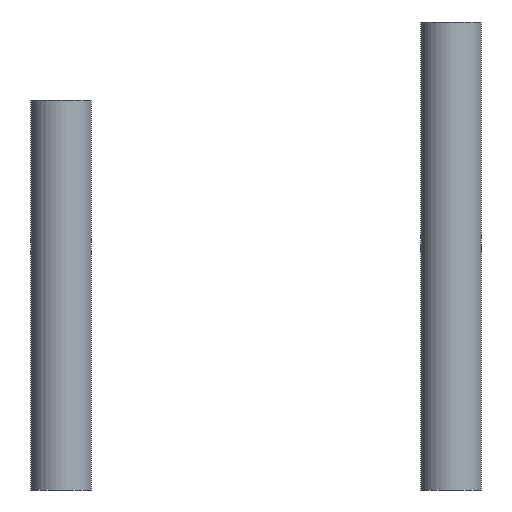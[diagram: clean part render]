
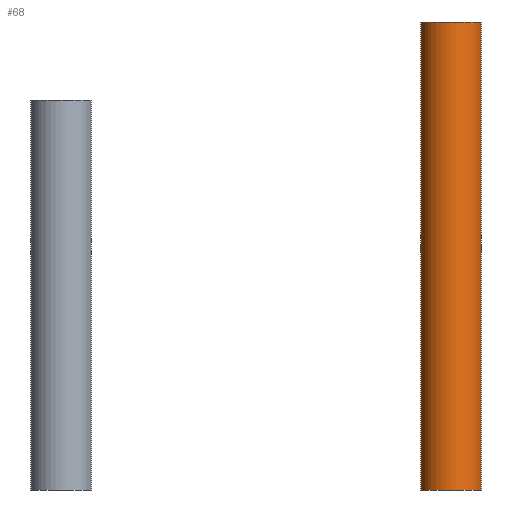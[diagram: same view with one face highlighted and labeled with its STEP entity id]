
A CAD part, front view. The second image highlights one B-rep face of the part: STEP entity #68.
In plain terms, the highlighted cylindrical face has radius 1.95 mm (diameter 3.9 mm), a full revolution.
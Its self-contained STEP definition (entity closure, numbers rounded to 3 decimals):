
#24=FACE_OUTER_BOUND('',#30,.T.);
#30=EDGE_LOOP('',(#57,#58,#59,#60));
#34=LINE('',#133,#36);
#36=VECTOR('',#113,1.95);
#39=CIRCLE('',#92,1.95);
#40=CIRCLE('',#93,1.95);
#43=VERTEX_POINT('',#130);
#44=VERTEX_POINT('',#132);
#48=EDGE_CURVE('',#43,#43,#39,.T.);
#49=EDGE_CURVE('',#43,#44,#34,.T.);
#50=EDGE_CURVE('',#44,#44,#40,.T.);
#57=ORIENTED_EDGE('',*,*,#48,.F.);
#58=ORIENTED_EDGE('',*,*,#49,.T.);
#59=ORIENTED_EDGE('',*,*,#50,.T.);
#60=ORIENTED_EDGE('',*,*,#49,.F.);
#64=CYLINDRICAL_SURFACE('',#91,1.95);
#68=ADVANCED_FACE('',(#24),#64,.T.);
#91=AXIS2_PLACEMENT_3D('',#129,#109,#110);
#92=AXIS2_PLACEMENT_3D('',#131,#111,#112);
#93=AXIS2_PLACEMENT_3D('',#134,#114,#115);
#109=DIRECTION('center_axis',(0.,0.,1.));
#110=DIRECTION('ref_axis',(1.,0.,0.));
#111=DIRECTION('center_axis',(0.,0.,1.));
#112=DIRECTION('ref_axis',(1.,0.,0.));
#113=DIRECTION('',(0.,0.,-1.));
#114=DIRECTION('center_axis',(0.,0.,1.));
#115=DIRECTION('ref_axis',(1.,0.,0.));
#129=CARTESIAN_POINT('Origin',(25.,0.,0.));
#130=CARTESIAN_POINT('',(23.05,0.,30.));
#131=CARTESIAN_POINT('Origin',(25.,0.,30.));
#132=CARTESIAN_POINT('',(23.05,0.,0.));
#133=CARTESIAN_POINT('',(23.05,0.,0.));
#134=CARTESIAN_POINT('Origin',(25.,0.,0.));
